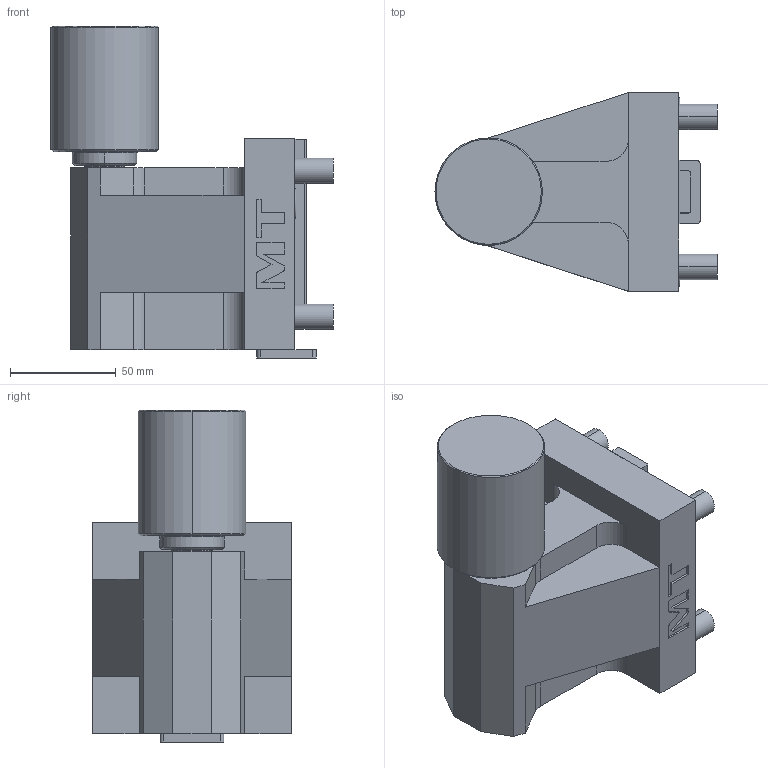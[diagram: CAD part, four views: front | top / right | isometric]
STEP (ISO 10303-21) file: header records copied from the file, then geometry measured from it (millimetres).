
FILE_DESCRIPTION((''),'2;1');
FILE_NAME('NKM1620100L_CONF','2023-06-23T11:44:52',('gvalli'),('M.T. srl'),'CREO PARAMETRIC BY PTC INC, 2021072','CREO PARAMETRIC BY PTC INC, 2021072','');
FILE_SCHEMA(('CONFIG_CONTROL_DESIGN'));
Length unit declared in the file: millimetre
Products named in the file (1): NKM1620100L_CONF
Bounding box: 133.4 x 94 x 157 mm (x, y, z)
Volume: 731450.8 mm3; surface area: 69479 mm2
Topology: 1 solids, 1 shells, 138 faces, 350 edges, 228 vertices
Faces by surface type: plane 94, cylinder 26, torus 8, cone 6, extrusion 4
Entity records: 4176 total; most frequent: CARTESIAN_POINT 746, ORIENTED_EDGE 700, DIRECTION 692, EDGE_CURVE 350, VECTOR 268, LINE 264, VERTEX_POINT 228, AXIS2_PLACEMENT_3D 212
